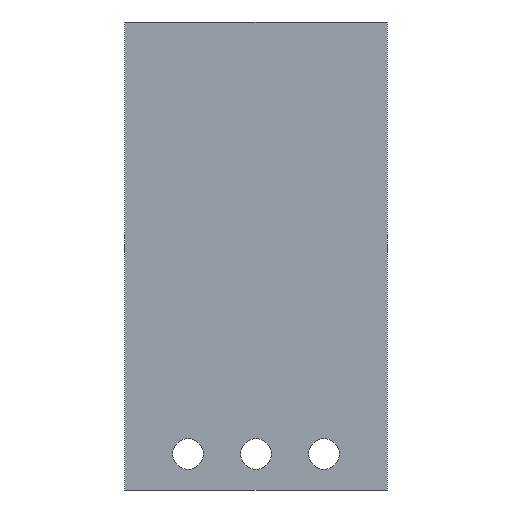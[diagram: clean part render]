
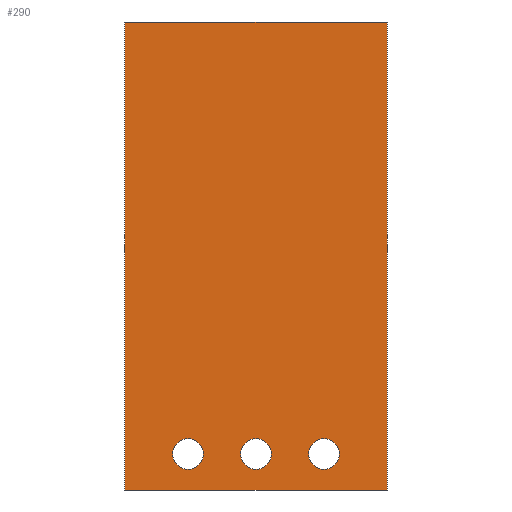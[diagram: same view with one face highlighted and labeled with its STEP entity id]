
A CAD part, front view. The second image highlights one B-rep face of the part: STEP entity #290.
In plain terms, the highlighted planar face has unit normal (0, -1, 0).
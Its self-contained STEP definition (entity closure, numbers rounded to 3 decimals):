
#20=FACE_BOUND('',#72,.T.);
#21=FACE_BOUND('',#73,.T.);
#22=FACE_BOUND('',#74,.T.);
#26=CIRCLE('',#316,0.575);
#28=CIRCLE('',#319,0.575);
#30=CIRCLE('',#322,0.575);
#50=FACE_OUTER_BOUND('',#71,.T.);
#71=EDGE_LOOP('',(#256,#257,#258,#259));
#72=EDGE_LOOP('',(#260));
#73=EDGE_LOOP('',(#261));
#74=EDGE_LOOP('',(#262));
#91=LINE('',#461,#119);
#95=LINE('',#469,#123);
#98=LINE('',#475,#126);
#101=LINE('',#480,#129);
#119=VECTOR('',#385,10.);
#123=VECTOR('',#391,10.);
#126=VECTOR('',#396,10.);
#129=VECTOR('',#401,10.);
#142=VERTEX_POINT('',#443);
#144=VERTEX_POINT('',#449);
#146=VERTEX_POINT('',#455);
#147=VERTEX_POINT('',#459);
#148=VERTEX_POINT('',#460);
#151=VERTEX_POINT('',#468);
#153=VERTEX_POINT('',#474);
#172=EDGE_CURVE('',#142,#142,#26,.T.);
#175=EDGE_CURVE('',#144,#144,#28,.T.);
#178=EDGE_CURVE('',#146,#146,#30,.T.);
#179=EDGE_CURVE('',#147,#148,#91,.T.);
#183=EDGE_CURVE('',#148,#151,#95,.T.);
#186=EDGE_CURVE('',#151,#153,#98,.T.);
#189=EDGE_CURVE('',#153,#147,#101,.T.);
#256=ORIENTED_EDGE('',*,*,#189,.T.);
#257=ORIENTED_EDGE('',*,*,#179,.T.);
#258=ORIENTED_EDGE('',*,*,#183,.T.);
#259=ORIENTED_EDGE('',*,*,#186,.T.);
#260=ORIENTED_EDGE('',*,*,#178,.F.);
#261=ORIENTED_EDGE('',*,*,#175,.F.);
#262=ORIENTED_EDGE('',*,*,#172,.F.);
#274=PLANE('',#328);
#290=ADVANCED_FACE('',(#50,#20,#21,#22),#274,.F.);
#316=AXIS2_PLACEMENT_3D('',#445,#367,#368);
#319=AXIS2_PLACEMENT_3D('',#451,#374,#375);
#322=AXIS2_PLACEMENT_3D('',#457,#381,#382);
#328=AXIS2_PLACEMENT_3D('',#483,#405,#406);
#367=DIRECTION('center_axis',(0.,-1.,0.));
#368=DIRECTION('ref_axis',(1.,0.,0.));
#374=DIRECTION('center_axis',(0.,-1.,0.));
#375=DIRECTION('ref_axis',(1.,0.,0.));
#381=DIRECTION('center_axis',(0.,-1.,0.));
#382=DIRECTION('ref_axis',(1.,0.,0.));
#385=DIRECTION('',(0.,0.,-1.));
#391=DIRECTION('',(1.,0.,0.));
#396=DIRECTION('',(0.,0.,1.));
#401=DIRECTION('',(-1.,0.,0.));
#405=DIRECTION('center_axis',(0.,1.,0.));
#406=DIRECTION('ref_axis',(1.,0.,0.));
#443=CARTESIAN_POINT('',(-3.115,0.,-7.4));
#445=CARTESIAN_POINT('Origin',(-2.54,0.,-7.4));
#449=CARTESIAN_POINT('',(-0.575,0.,-7.4));
#451=CARTESIAN_POINT('Origin',(0.,0.,-7.4));
#455=CARTESIAN_POINT('',(1.965,0.,-7.4));
#457=CARTESIAN_POINT('Origin',(2.54,0.,-7.4));
#459=CARTESIAN_POINT('',(-4.9,0.,8.75));
#460=CARTESIAN_POINT('',(-4.9,0.,-8.75));
#461=CARTESIAN_POINT('',(-4.9,0.,8.75));
#468=CARTESIAN_POINT('',(4.9,0.,-8.75));
#469=CARTESIAN_POINT('',(-4.9,0.,-8.75));
#474=CARTESIAN_POINT('',(4.9,0.,8.75));
#475=CARTESIAN_POINT('',(4.9,0.,-8.75));
#480=CARTESIAN_POINT('',(4.9,0.,8.75));
#483=CARTESIAN_POINT('Origin',(0.,0.,0.));
